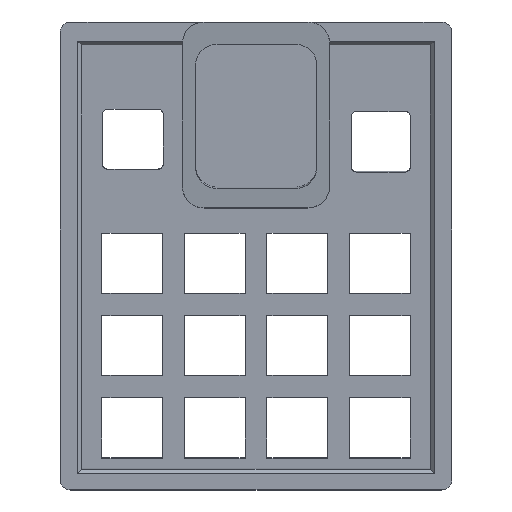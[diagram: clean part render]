
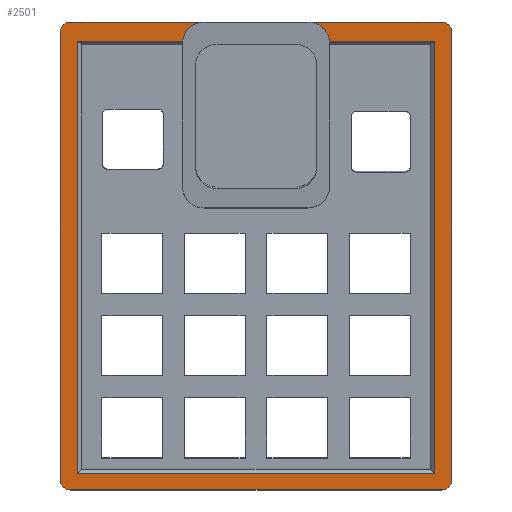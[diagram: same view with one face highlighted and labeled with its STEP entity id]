
A CAD part, top view. The second image highlights one B-rep face of the part: STEP entity #2501.
In plain terms, the highlighted planar face has unit normal (0, -0.087, 0.996).
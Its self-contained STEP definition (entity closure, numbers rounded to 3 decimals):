
#58=ELLIPSE('',#2674,2.51,2.5);
#59=ELLIPSE('',#2677,2.51,2.5);
#60=ELLIPSE('',#2678,2.51,2.5);
#61=ELLIPSE('',#2679,2.51,2.5);
#62=ELLIPSE('',#2680,5.019,5.);
#63=ELLIPSE('',#2681,5.019,5.);
#92=PLANE('',#2676);
#203=FACE_OUTER_BOUND('',#353,.T.);
#353=EDGE_LOOP('',(#1876,#1877,#1878,#1879,#1880,#1881,#1882,#1883,#1884,
#1885,#1886,#1887,#1888,#1889,#1890,#1891));
#565=LINE('',#3771,#858);
#569=LINE('',#3779,#862);
#571=LINE('',#3783,#864);
#572=LINE('',#3787,#865);
#573=LINE('',#3791,#866);
#574=LINE('',#3796,#867);
#575=LINE('',#3798,#868);
#576=LINE('',#3800,#869);
#577=LINE('',#3802,#870);
#578=LINE('',#3804,#871);
#858=VECTOR('',#3024,10.);
#862=VECTOR('',#3028,10.);
#864=VECTOR('',#3032,10.);
#865=VECTOR('',#3035,10.);
#866=VECTOR('',#3038,10.);
#867=VECTOR('',#3043,10.);
#868=VECTOR('',#3044,10.);
#869=VECTOR('',#3045,10.);
#870=VECTOR('',#3046,10.);
#871=VECTOR('',#3047,10.);
#1201=VERTEX_POINT('',#3764);
#1202=VERTEX_POINT('',#3765);
#1203=VERTEX_POINT('',#3770);
#1206=VERTEX_POINT('',#3776);
#1207=VERTEX_POINT('',#3778);
#1208=VERTEX_POINT('',#3782);
#1209=VERTEX_POINT('',#3784);
#1210=VERTEX_POINT('',#3786);
#1211=VERTEX_POINT('',#3788);
#1212=VERTEX_POINT('',#3790);
#1213=VERTEX_POINT('',#3793);
#1214=VERTEX_POINT('',#3795);
#1215=VERTEX_POINT('',#3797);
#1216=VERTEX_POINT('',#3799);
#1217=VERTEX_POINT('',#3801);
#1218=VERTEX_POINT('',#3803);
#1461=EDGE_CURVE('',#1201,#1202,#58,.T.);
#1464=EDGE_CURVE('',#1203,#1202,#565,.T.);
#1468=EDGE_CURVE('',#1207,#1206,#569,.T.);
#1470=EDGE_CURVE('',#1208,#1201,#571,.T.);
#1471=EDGE_CURVE('',#1209,#1208,#59,.T.);
#1472=EDGE_CURVE('',#1209,#1210,#572,.T.);
#1473=EDGE_CURVE('',#1211,#1210,#60,.T.);
#1474=EDGE_CURVE('',#1211,#1212,#573,.T.);
#1475=EDGE_CURVE('',#1207,#1212,#61,.T.);
#1476=EDGE_CURVE('',#1206,#1213,#62,.T.);
#1477=EDGE_CURVE('',#1214,#1213,#574,.T.);
#1478=EDGE_CURVE('',#1215,#1214,#575,.T.);
#1479=EDGE_CURVE('',#1216,#1215,#576,.T.);
#1480=EDGE_CURVE('',#1217,#1216,#577,.T.);
#1481=EDGE_CURVE('',#1218,#1217,#578,.T.);
#1482=EDGE_CURVE('',#1203,#1218,#63,.F.);
#1876=ORIENTED_EDGE('',*,*,#1461,.F.);
#1877=ORIENTED_EDGE('',*,*,#1470,.F.);
#1878=ORIENTED_EDGE('',*,*,#1471,.F.);
#1879=ORIENTED_EDGE('',*,*,#1472,.T.);
#1880=ORIENTED_EDGE('',*,*,#1473,.F.);
#1881=ORIENTED_EDGE('',*,*,#1474,.T.);
#1882=ORIENTED_EDGE('',*,*,#1475,.F.);
#1883=ORIENTED_EDGE('',*,*,#1468,.T.);
#1884=ORIENTED_EDGE('',*,*,#1476,.T.);
#1885=ORIENTED_EDGE('',*,*,#1477,.F.);
#1886=ORIENTED_EDGE('',*,*,#1478,.F.);
#1887=ORIENTED_EDGE('',*,*,#1479,.F.);
#1888=ORIENTED_EDGE('',*,*,#1480,.F.);
#1889=ORIENTED_EDGE('',*,*,#1481,.F.);
#1890=ORIENTED_EDGE('',*,*,#1482,.F.);
#1891=ORIENTED_EDGE('',*,*,#1464,.T.);
#2501=ADVANCED_FACE('',(#203),#92,.T.);
#2674=AXIS2_PLACEMENT_3D('',#3766,#3018,#3019);
#2676=AXIS2_PLACEMENT_3D('',#3781,#3030,#3031);
#2677=AXIS2_PLACEMENT_3D('',#3785,#3033,#3034);
#2678=AXIS2_PLACEMENT_3D('',#3789,#3036,#3037);
#2679=AXIS2_PLACEMENT_3D('',#3792,#3039,#3040);
#2680=AXIS2_PLACEMENT_3D('',#3794,#3041,#3042);
#2681=AXIS2_PLACEMENT_3D('',#3805,#3048,#3049);
#3018=DIRECTION('center_axis',(0.,0.087,-0.996));
#3019=DIRECTION('ref_axis',(0.,0.996,0.087));
#3024=DIRECTION('',(-1.,0.,0.));
#3028=DIRECTION('',(-1.,0.,0.));
#3030=DIRECTION('center_axis',(0.,-0.087,0.996));
#3031=DIRECTION('ref_axis',(1.,0.,0.));
#3032=DIRECTION('',(0.,0.996,0.087));
#3033=DIRECTION('center_axis',(0.,0.087,-0.996));
#3034=DIRECTION('ref_axis',(0.,-0.996,-0.087));
#3035=DIRECTION('',(1.,0.,0.));
#3036=DIRECTION('center_axis',(0.,0.087,-0.996));
#3037=DIRECTION('ref_axis',(0.,-0.996,-0.087));
#3038=DIRECTION('',(0.,0.996,0.087));
#3039=DIRECTION('center_axis',(0.,0.087,-0.996));
#3040=DIRECTION('ref_axis',(0.,0.996,0.087));
#3041=DIRECTION('center_axis',(0.,0.087,-0.996));
#3042=DIRECTION('ref_axis',(0.,0.996,0.087));
#3043=DIRECTION('',(-1.,0.,0.));
#3044=DIRECTION('',(0.,0.996,0.087));
#3045=DIRECTION('',(1.,0.,0.));
#3046=DIRECTION('',(0.,-0.996,-0.087));
#3047=DIRECTION('',(-1.,0.,0.));
#3048=DIRECTION('center_axis',(0.,0.087,-0.996));
#3049=DIRECTION('ref_axis',(0.,0.996,0.087));
#3764=CARTESIAN_POINT('',(-45.243,59.067,34.76));
#3765=CARTESIAN_POINT('',(-42.743,61.567,34.979));
#3766=CARTESIAN_POINT('Origin',(-42.743,59.067,34.76));
#3770=CARTESIAN_POINT('',(-12.052,61.567,34.979));
#3771=CARTESIAN_POINT('',(45.232,61.567,34.979));
#3776=CARTESIAN_POINT('',(12.052,61.567,34.979));
#3778=CARTESIAN_POINT('',(42.732,61.567,34.979));
#3779=CARTESIAN_POINT('',(45.232,61.567,34.979));
#3781=CARTESIAN_POINT('Origin',(-0.005,7.236,30.225));
#3782=CARTESIAN_POINT('',(-45.243,-43.94,25.748));
#3783=CARTESIAN_POINT('',(-45.243,25.018,31.781));
#3784=CARTESIAN_POINT('',(-42.743,-46.44,25.529));
#3785=CARTESIAN_POINT('Origin',(-42.743,-43.94,25.748));
#3786=CARTESIAN_POINT('',(42.732,-46.44,25.529));
#3787=CARTESIAN_POINT('',(22.614,-46.44,25.529));
#3788=CARTESIAN_POINT('',(45.232,-43.94,25.748));
#3789=CARTESIAN_POINT('Origin',(42.732,-43.94,25.748));
#3790=CARTESIAN_POINT('',(45.232,59.067,34.76));
#3791=CARTESIAN_POINT('',(45.232,-46.702,25.507));
#3792=CARTESIAN_POINT('Origin',(42.732,59.067,34.76));
#3793=CARTESIAN_POINT('',(16.961,57.19,34.596));
#3794=CARTESIAN_POINT('Origin',(12.,56.567,34.541));
#3795=CARTESIAN_POINT('',(41.232,57.19,34.596));
#3796=CARTESIAN_POINT('',(8.498,57.19,34.596));
#3797=CARTESIAN_POINT('',(41.232,-42.717,25.855));
#3798=CARTESIAN_POINT('',(41.232,31.715,32.367));
#3799=CARTESIAN_POINT('',(-41.242,-42.717,25.855));
#3800=CARTESIAN_POINT('',(20.114,-42.717,25.855));
#3801=CARTESIAN_POINT('',(-41.242,57.19,34.596));
#3802=CARTESIAN_POINT('',(-41.242,-17.242,28.084));
#3803=CARTESIAN_POINT('',(-16.961,57.19,34.596));
#3804=CARTESIAN_POINT('',(-20.124,57.19,34.596));
#3805=CARTESIAN_POINT('Origin',(-12.,56.567,34.541));
